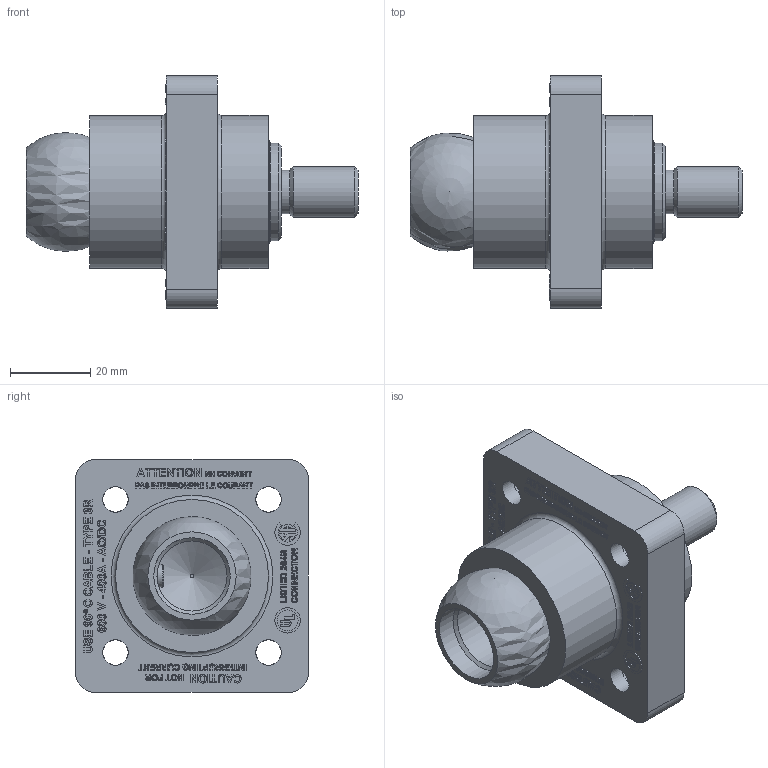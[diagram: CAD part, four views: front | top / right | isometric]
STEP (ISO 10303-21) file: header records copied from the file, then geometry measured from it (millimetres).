
FILE_DESCRIPTION (( 'STEP AP214' ), '1' );
FILE_NAME ('CATSTD-18R22-0UX-M01.STEP', '2020-10-30T18:50:10', ( '' ), ( '' ), 'SwSTEP 2.0', 'SolidWorks 2020', '' );
FILE_SCHEMA (( 'AUTOMOTIVE_DESIGN' ));
Length unit declared in the file: inch
Products named in the file (1): CATSTD-18R22-0UX-M01
Bounding box: 82.66 x 57.94 x 57.94 mm (x, y, z)
Volume: 82103.6 mm3; surface area: 18510.2 mm2
Topology: 1 solids, 3 shells, 1803 faces, 4783 edges, 3189 vertices
Faces by surface type: plane 1168, bspline 538, cylinder 85, cone 7, torus 4, sphere 1
Full cylindrical faces by diameter (mm): 0.508 x1, 1.016 x1, 1.905 x1, 3.962 x1, 3.969 x1, 4.039 x1, 5.174 x1, 5.55 x1, 6.325 x4, 6.35 x5, 10.871 x1, 11.125 x4, 12.7 x1, 17.462 x1, 19.05 x1, 24.384 x1, 25.4 x1, 38.1 x2
Entity records: 107399 total; most frequent: CARTESIAN_POINT 42993, ORIENTED_EDGE 9446, DIRECTION 6349, EDGE_CURVE 4723, LINE 3461, VECTOR 3461, VERTEX_POINT 3170, EDGE_LOOP 2057
